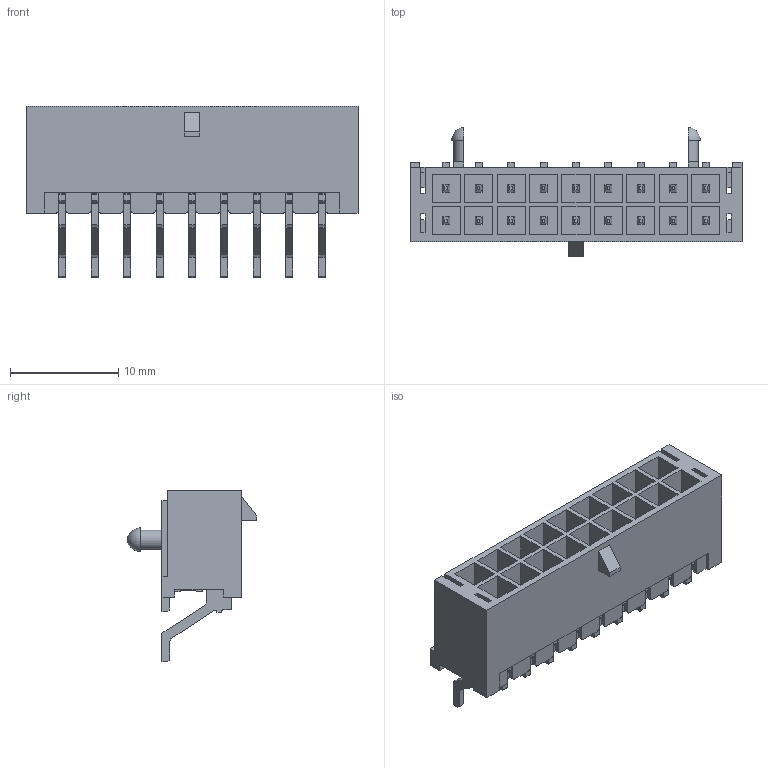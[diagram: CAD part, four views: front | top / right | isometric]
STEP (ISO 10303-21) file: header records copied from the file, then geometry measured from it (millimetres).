
FILE_DESCRIPTION(/* description */ ('Unknown'),/* implementation_level */ '2;1');
FILE_NAME(/* name */ '662018236022',/* time_stamp */ '2017-07-20T15:46:07+02:00',/* author */ ('Unknown'),/* organization */ ('Unknown'),/* preprocessor_version */ 'ST-DEVELOPER v16.7',/* originating_system */ 'DEX',/* authorisation */ $);
FILE_SCHEMA (('AUTOMOTIVE_DESIGN {1 0 10303 214 3 1 1}'));
Length unit declared in the file: millimetre
Products named in the file (4): 6620xx236022; 662018236022; 6620xx236022_PIN_COURTE; 6620xx236022_PIN_LONGUE
Assembly tree (19 placements, depth 2):
  6620xx236022
    662018236022
    6620xx236022_PIN_COURTE  x9
    6620xx236022_PIN_LONGUE  x9
Bounding box: 30.7 x 11.96 x 15.9 mm (x, y, z)
Volume: 1152.7 mm3; surface area: 3650.7 mm2
Topology: 19 solids, 19 shells, 886 faces, 2485 edges, 1632 vertices
Faces by surface type: plane 783, cylinder 101, torus 2
Entity records: 15027 total; most frequent: CARTESIAN_POINT 2671, ORIENTED_EDGE 2650, DIRECTION 2357, EDGE_CURVE 1325, LINE 1225, VECTOR 1225, VERTEX_POINT 880, AXIS2_PLACEMENT_3D 566
